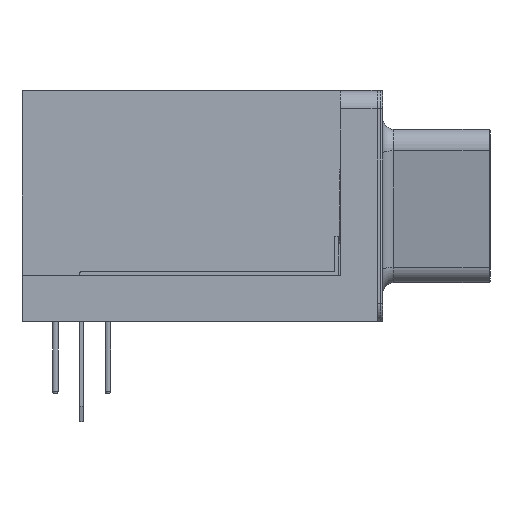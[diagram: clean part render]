
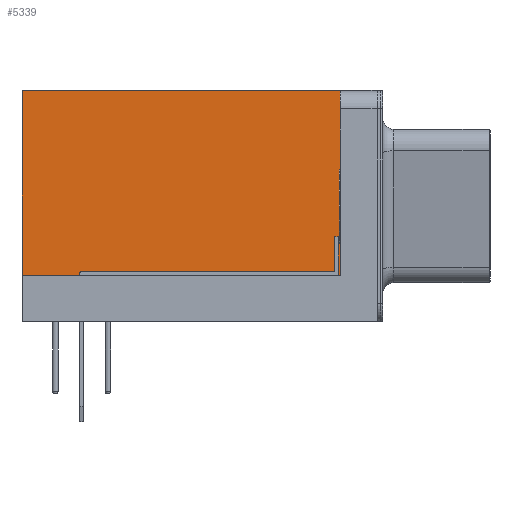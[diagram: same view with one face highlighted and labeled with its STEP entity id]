
A CAD part, left-side view. The second image highlights one B-rep face of the part: STEP entity #5339.
In plain terms, the highlighted planar face has unit normal (-1, 0, 0).
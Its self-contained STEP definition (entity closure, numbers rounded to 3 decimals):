
#4527 = VERTEX_POINT('',#4528);
#4528 = CARTESIAN_POINT('',(-4.27,1.8,12.5));
#4534 = EDGE_CURVE('',#4535,#4527,#4537,.T.);
#4535 = VERTEX_POINT('',#4536);
#4536 = CARTESIAN_POINT('',(-4.27,-15.4,12.5));
#4537 = LINE('',#4538,#4539);
#4538 = CARTESIAN_POINT('',(-4.27,-16.4,12.5));
#4539 = VECTOR('',#4540,1.);
#4540 = DIRECTION('',(0.,1.,0.));
#5249 = VERTEX_POINT('',#5250);
#5250 = CARTESIAN_POINT('',(-4.27,-15.4,2.5));
#5256 = EDGE_CURVE('',#5249,#4535,#5257,.T.);
#5257 = LINE('',#5258,#5259);
#5258 = CARTESIAN_POINT('',(-4.27,-15.4,2.5));
#5259 = VECTOR('',#5260,1.);
#5260 = DIRECTION('',(0.,0.,1.));
#5339 = ADVANCED_FACE('',(#5340),#5358,.F.);
#5340 = FACE_BOUND('',#5341,.F.);
#5341 = EDGE_LOOP('',(#5342,#5343,#5351,#5357));
#5342 = ORIENTED_EDGE('',*,*,#5256,.F.);
#5343 = ORIENTED_EDGE('',*,*,#5344,.T.);
#5344 = EDGE_CURVE('',#5249,#5345,#5347,.T.);
#5345 = VERTEX_POINT('',#5346);
#5346 = CARTESIAN_POINT('',(-4.27,1.8,2.5));
#5347 = LINE('',#5348,#5349);
#5348 = CARTESIAN_POINT('',(-4.27,-15.4,2.5));
#5349 = VECTOR('',#5350,1.);
#5350 = DIRECTION('',(0.,1.,0.));
#5351 = ORIENTED_EDGE('',*,*,#5352,.T.);
#5352 = EDGE_CURVE('',#5345,#4527,#5353,.T.);
#5353 = LINE('',#5354,#5355);
#5354 = CARTESIAN_POINT('',(-4.27,1.8,4.375));
#5355 = VECTOR('',#5356,1.);
#5356 = DIRECTION('',(0.,0.,1.));
#5357 = ORIENTED_EDGE('',*,*,#4534,.F.);
#5358 = PLANE('',#5359);
#5359 = AXIS2_PLACEMENT_3D('',#5360,#5361,#5362);
#5360 = CARTESIAN_POINT('',(-4.27,-15.4,2.5));
#5361 = DIRECTION('',(1.,0.,0.));
#5362 = DIRECTION('',(0.,0.,1.));
